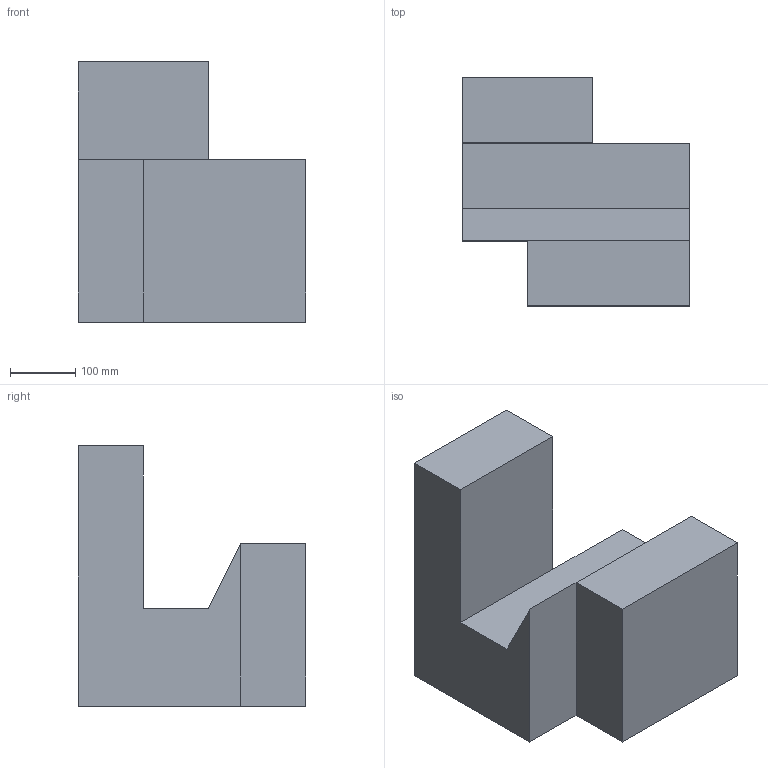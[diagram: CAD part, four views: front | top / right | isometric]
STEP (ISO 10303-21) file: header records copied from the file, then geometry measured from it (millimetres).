
FILE_DESCRIPTION(('CATIA V5 STEP Exchange'),'2;1');
FILE_NAME('PIECE E.stp','2023-10-16T12:17:25+00:00',('none'),('none'),'CATIA Unofficial Packaging Version SP3','CATIA V5 STEP AP203','none');
FILE_SCHEMA(('CONFIG_CONTROL_DESIGN'));
Length unit declared in the file: millimetre
Products named in the file (1): PIECE E
Bounding box: 350 x 350 x 400 mm (x, y, z)
Volume: 23000000 mm3; surface area: 636631.2 mm2
Topology: 1 solids, 1 shells, 14 faces, 34 edges, 22 vertices
Faces by surface type: plane 14
Entity records: 438 total; most frequent: CARTESIAN_POINT 70, ORIENTED_EDGE 68, DIRECTION 60, VECTOR 34, EDGE_CURVE 34, LINE 34, VERTEX_POINT 22, AXIS2_PLACEMENT_3D 14
